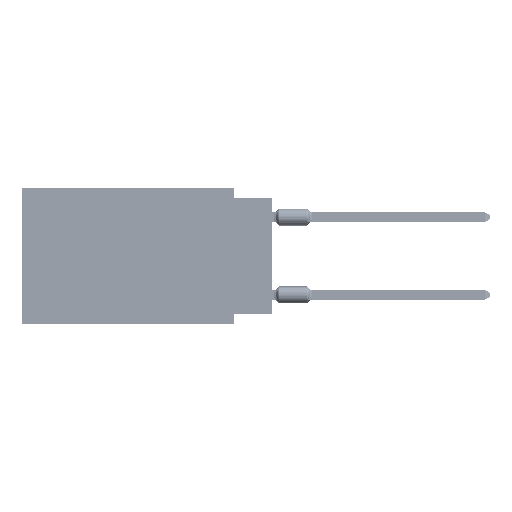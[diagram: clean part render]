
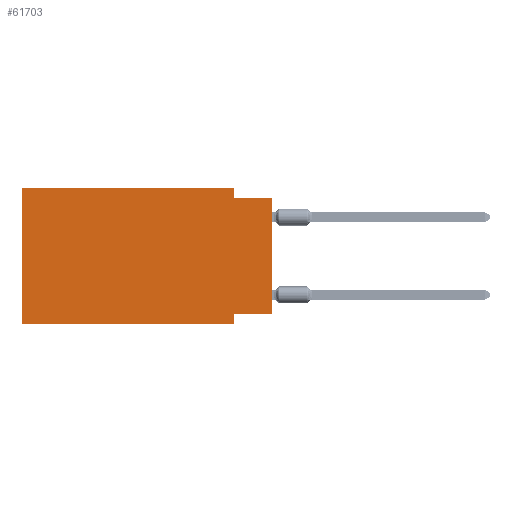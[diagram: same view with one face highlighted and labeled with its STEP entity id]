
A CAD part, left-side view. The second image highlights one B-rep face of the part: STEP entity #61703.
In plain terms, the highlighted planar face has unit normal (-1, 0, 0).
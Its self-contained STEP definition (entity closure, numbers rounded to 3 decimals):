
#1295 = CARTESIAN_POINT ( 'NONE',  ( 0., 2.54, -8.89 ) ) ;
#5395 = EDGE_CURVE ( 'NONE', #70006, #91852, #30714, .T. ) ;
#6221 = VERTEX_POINT ( 'NONE', #47393 ) ;
#7407 = CARTESIAN_POINT ( 'NONE',  ( 0., 2.54, 0. ) ) ;
#7558 = EDGE_CURVE ( 'NONE', #8708, #6221, #33611, .T. ) ;
#8708 = VERTEX_POINT ( 'NONE', #97213 ) ;
#9381 = VECTOR ( 'NONE', #95873, 1000. ) ;
#13123 = VECTOR ( 'NONE', #102296, 1000. ) ;
#13763 = VECTOR ( 'NONE', #83583, 1000. ) ;
#14325 = ORIENTED_EDGE ( 'NONE', *, *, #53947, .T. ) ;
#15053 = LINE ( 'NONE', #88159, #94268 ) ;
#16728 = CARTESIAN_POINT ( 'NONE',  ( 0., 0., -8.255 ) ) ;
#18029 = EDGE_CURVE ( 'NONE', #60668, #70006, #60002, .T. ) ;
#18893 = ORIENTED_EDGE ( 'NONE', *, *, #46290, .F. ) ;
#19178 = LINE ( 'NONE', #35594, #13123 ) ;
#19822 = ORIENTED_EDGE ( 'NONE', *, *, #48614, .T. ) ;
#25247 = DIRECTION ( 'NONE',  ( 1., 0., 0. ) ) ;
#25670 = DIRECTION ( 'NONE',  ( 0., 0., -1. ) ) ;
#26821 = PLANE ( 'NONE',  #39003 ) ;
#27099 = ORIENTED_EDGE ( 'NONE', *, *, #7558, .F. ) ;
#28711 = EDGE_CURVE ( 'NONE', #66154, #8708, #41622, .T. ) ;
#29281 = VERTEX_POINT ( 'NONE', #53474 ) ;
#30179 = CARTESIAN_POINT ( 'NONE',  ( 0., 2.54, -0.635 ) ) ;
#30714 = LINE ( 'NONE', #7407, #9381 ) ;
#32295 = LINE ( 'NONE', #57714, #44035 ) ;
#33611 = LINE ( 'NONE', #1295, #80696 ) ;
#35594 = CARTESIAN_POINT ( 'NONE',  ( 0., 16.383, -8.89 ) ) ;
#35634 = DIRECTION ( 'NONE',  ( 0., -1., 0. ) ) ;
#38047 = ORIENTED_EDGE ( 'NONE', *, *, #97773, .F. ) ;
#38677 = ORIENTED_EDGE ( 'NONE', *, *, #28711, .F. ) ;
#39003 = AXIS2_PLACEMENT_3D ( 'NONE', #59124, #25247, #42717 ) ;
#39349 = VECTOR ( 'NONE', #49046, 1000. ) ;
#41622 = LINE ( 'NONE', #16728, #39349 ) ;
#42717 = DIRECTION ( 'NONE',  ( 0., 0., -1. ) ) ;
#42911 = CARTESIAN_POINT ( 'NONE',  ( 0., 0., -0.635 ) ) ;
#43775 = CARTESIAN_POINT ( 'NONE',  ( 0., 2.54, 0. ) ) ;
#44035 = VECTOR ( 'NONE', #90564, 1000. ) ;
#46290 = EDGE_CURVE ( 'NONE', #91852, #58247, #32295, .T. ) ;
#47393 = CARTESIAN_POINT ( 'NONE',  ( 0., 2.54, -8.89 ) ) ;
#48409 = CARTESIAN_POINT ( 'NONE',  ( 0., 0., -8.255 ) ) ;
#48614 = EDGE_CURVE ( 'NONE', #66154, #58247, #15053, .T. ) ;
#49046 = DIRECTION ( 'NONE',  ( 0., 1., 0. ) ) ;
#53474 = CARTESIAN_POINT ( 'NONE',  ( 0., 16.383, -8.89 ) ) ;
#53947 = EDGE_CURVE ( 'NONE', #29281, #6221, #19178, .T. ) ;
#56757 = CARTESIAN_POINT ( 'NONE',  ( 0., 16.383, 0. ) ) ;
#57714 = CARTESIAN_POINT ( 'NONE',  ( 0., 0., -0.635 ) ) ;
#58247 = VERTEX_POINT ( 'NONE', #42911 ) ;
#59124 = CARTESIAN_POINT ( 'NONE',  ( 0., 16.383, 0. ) ) ;
#60002 = LINE ( 'NONE', #77460, #69058 ) ;
#60668 = VERTEX_POINT ( 'NONE', #56757 ) ;
#61703 = ADVANCED_FACE ( 'NONE', ( #89870 ), #26821, .F. ) ;
#63773 = ORIENTED_EDGE ( 'NONE', *, *, #18029, .F. ) ;
#66154 = VERTEX_POINT ( 'NONE', #48409 ) ;
#68709 = LINE ( 'NONE', #69232, #13763 ) ;
#69058 = VECTOR ( 'NONE', #35634, 1000. ) ;
#69232 = CARTESIAN_POINT ( 'NONE',  ( 0., 16.383, 0. ) ) ;
#70006 = VERTEX_POINT ( 'NONE', #43775 ) ;
#77460 = CARTESIAN_POINT ( 'NONE',  ( 0., 16.383, 0. ) ) ;
#79177 = DIRECTION ( 'NONE',  ( 0., 0., 1. ) ) ;
#80696 = VECTOR ( 'NONE', #25670, 1000. ) ;
#81369 = ORIENTED_EDGE ( 'NONE', *, *, #5395, .F. ) ;
#83583 = DIRECTION ( 'NONE',  ( 0., 0., 1. ) ) ;
#88159 = CARTESIAN_POINT ( 'NONE',  ( 0., 0., 0. ) ) ;
#89870 = FACE_OUTER_BOUND ( 'NONE', #102082, .T. ) ;
#90564 = DIRECTION ( 'NONE',  ( 0., -1., 0. ) ) ;
#91852 = VERTEX_POINT ( 'NONE', #30179 ) ;
#94268 = VECTOR ( 'NONE', #79177, 1000. ) ;
#95873 = DIRECTION ( 'NONE',  ( 0., 0., -1. ) ) ;
#97213 = CARTESIAN_POINT ( 'NONE',  ( 0., 2.54, -8.255 ) ) ;
#97773 = EDGE_CURVE ( 'NONE', #29281, #60668, #68709, .T. ) ;
#102082 = EDGE_LOOP ( 'NONE', ( #19822, #18893, #81369, #63773, #38047, #14325, #27099, #38677 ) ) ;
#102296 = DIRECTION ( 'NONE',  ( 0., -1., 0. ) ) ;
